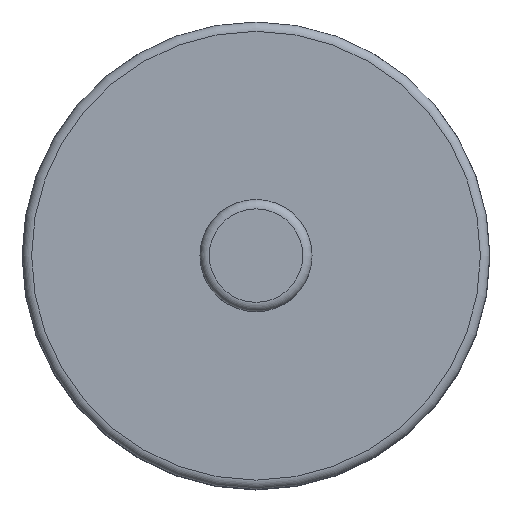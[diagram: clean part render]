
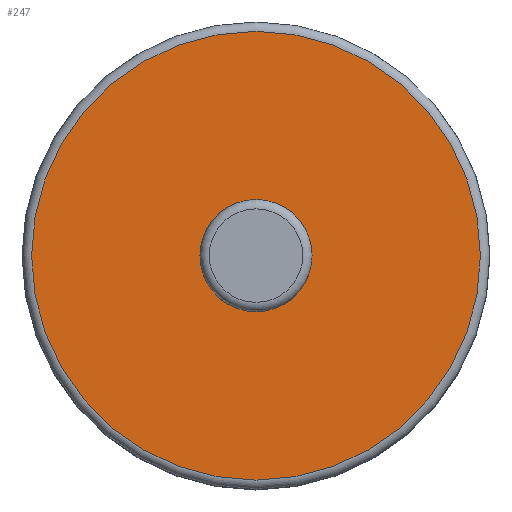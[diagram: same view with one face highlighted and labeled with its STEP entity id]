
A CAD part, top view. The second image highlights one B-rep face of the part: STEP entity #247.
In plain terms, the highlighted conical face has half-angle 89.999 degrees and reference radius 7.75 mm.
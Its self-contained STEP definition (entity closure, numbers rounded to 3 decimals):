
#22=LINE('',#454,#34);
#34=VECTOR('',#379,7.75);
#46=CONICAL_SURFACE('',#298,7.75,1.571);
#64=FACE_OUTER_BOUND('',#82,.T.);
#82=EDGE_LOOP('',(#207,#208,#209,#210));
#104=CIRCLE('',#293,3.);
#106=CIRCLE('',#297,12.001);
#122=VERTEX_POINT('',#445);
#123=VERTEX_POINT('',#450);
#149=EDGE_CURVE('',#122,#122,#104,.T.);
#152=EDGE_CURVE('',#123,#123,#106,.T.);
#153=EDGE_CURVE('',#122,#123,#22,.T.);
#207=ORIENTED_EDGE('',*,*,#149,.T.);
#208=ORIENTED_EDGE('',*,*,#153,.T.);
#209=ORIENTED_EDGE('',*,*,#152,.F.);
#210=ORIENTED_EDGE('',*,*,#153,.F.);
#247=ADVANCED_FACE('',(#64),#46,.F.);
#293=AXIS2_PLACEMENT_3D('',#446,#366,#367);
#297=AXIS2_PLACEMENT_3D('',#452,#375,#376);
#298=AXIS2_PLACEMENT_3D('',#453,#377,#378);
#366=DIRECTION('center_axis',(0.,0.,-1.));
#367=DIRECTION('ref_axis',(1.,0.,0.));
#375=DIRECTION('center_axis',(0.,0.,-1.));
#376=DIRECTION('ref_axis',(1.,0.,0.));
#377=DIRECTION('center_axis',(0.,0.,1.));
#378=DIRECTION('ref_axis',(-1.,0.,0.));
#379=DIRECTION('',(1.,0.,0.));
#445=CARTESIAN_POINT('',(3.,0.,29.984));
#446=CARTESIAN_POINT('Origin',(0.,0.,29.984));
#450=CARTESIAN_POINT('',(12.001,0.,29.984));
#452=CARTESIAN_POINT('Origin',(0.,0.,
29.984));
#453=CARTESIAN_POINT('Origin',(0.,0.,29.984));
#454=CARTESIAN_POINT('',(7.75,0.,29.984));
